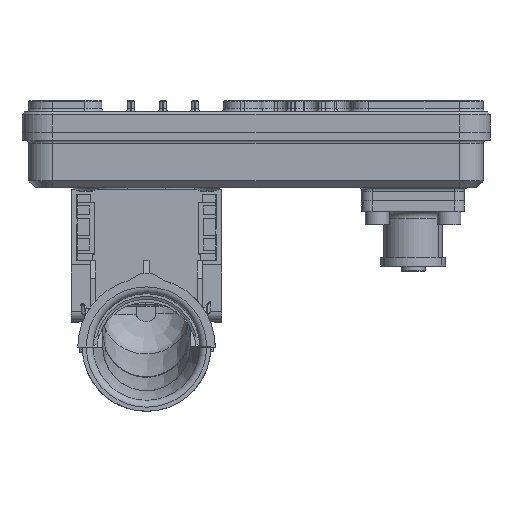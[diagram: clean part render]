
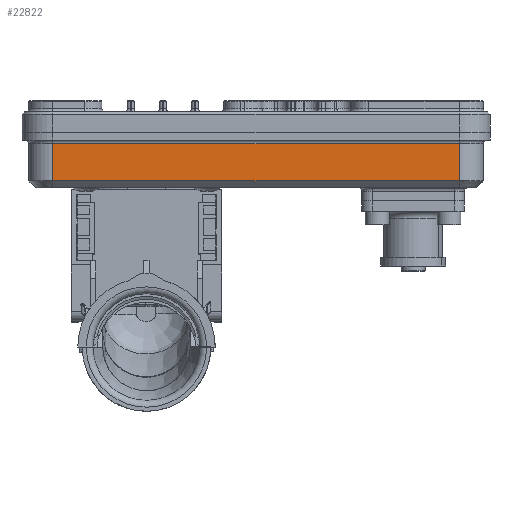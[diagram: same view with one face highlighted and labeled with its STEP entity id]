
A CAD part, front view. The second image highlights one B-rep face of the part: STEP entity #22822.
In plain terms, the highlighted planar face has unit normal (0, 1, 0).
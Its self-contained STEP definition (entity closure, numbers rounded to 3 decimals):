
#22795=AXIS2_PLACEMENT_3D('Plane Axis2P3D',#22792,#22793,#22794) ;
#22730=CARTESIAN_POINT('Vertex',(2.,-69.129,1.6)) ;
#22746=CARTESIAN_POINT('Vertex',(120.905,-69.129,1.6)) ;
#22749=CARTESIAN_POINT('Line Origine',(61.453,-69.129,1.6)) ;
#22792=CARTESIAN_POINT('Axis2P3D Location',(120.905,-69.129,0.)) ;
#22797=CARTESIAN_POINT('Line Origine',(2.,-69.129,-3.2)) ;
#22801=CARTESIAN_POINT('Vertex',(2.,-69.129,-9.3)) ;
#22804=CARTESIAN_POINT('Line Origine',(120.905,-69.129,-3.2)) ;
#22808=CARTESIAN_POINT('Vertex',(120.905,-69.129,-9.3)) ;
#22811=CARTESIAN_POINT('Line Origine',(61.453,-69.129,-9.3)) ;
#22750=DIRECTION('Vector Direction',(-1.,0.,0.)) ;
#22793=DIRECTION('Axis2P3D Direction',(0.,1.,-0.)) ;
#22794=DIRECTION('Axis2P3D XDirection',(-1.,0.,0.)) ;
#22798=DIRECTION('Vector Direction',(0.,0.,1.)) ;
#22805=DIRECTION('Vector Direction',(0.,0.,1.)) ;
#22812=DIRECTION('Vector Direction',(-1.,0.,0.)) ;
#22751=VECTOR('Line Direction',#22750,1.) ;
#22799=VECTOR('Line Direction',#22798,1.) ;
#22806=VECTOR('Line Direction',#22805,1.) ;
#22813=VECTOR('Line Direction',#22812,1.) ;
#22817=ORIENTED_EDGE('',*,*,#22803,.T.) ;
#22818=ORIENTED_EDGE('',*,*,#22753,.T.) ;
#22819=ORIENTED_EDGE('',*,*,#22810,.F.) ;
#22820=ORIENTED_EDGE('',*,*,#22815,.F.) ;
#22822=ADVANCED_FACE('Extract.2',(#22821),#22796,.T.) ;
#22753=EDGE_CURVE('',#22731,#22747,#22752,.F.) ;
#22803=EDGE_CURVE('',#22802,#22731,#22800,.T.) ;
#22810=EDGE_CURVE('',#22809,#22747,#22807,.T.) ;
#22815=EDGE_CURVE('',#22802,#22809,#22814,.F.) ;
#22816=EDGE_LOOP('',(#22817,#22818,#22819,#22820)) ;
#22821=FACE_OUTER_BOUND('',#22816,.T.) ;
#22752=LINE('Line',#22749,#22751) ;
#22800=LINE('Line',#22797,#22799) ;
#22807=LINE('Line',#22804,#22806) ;
#22814=LINE('Line',#22811,#22813) ;
#22796=PLANE('Plane',#22795) ;
#22731=VERTEX_POINT('',#22730) ;
#22747=VERTEX_POINT('',#22746) ;
#22802=VERTEX_POINT('',#22801) ;
#22809=VERTEX_POINT('',#22808) ;
